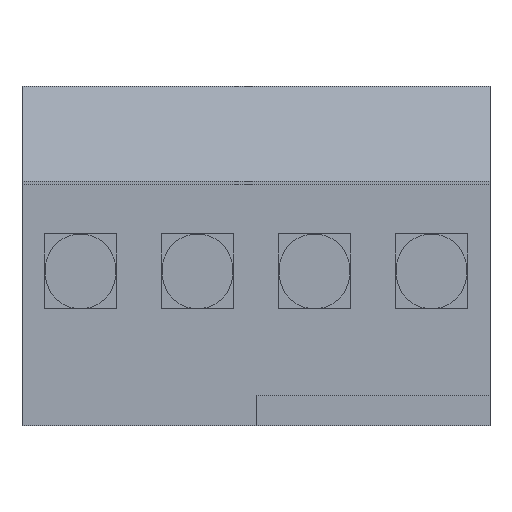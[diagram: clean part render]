
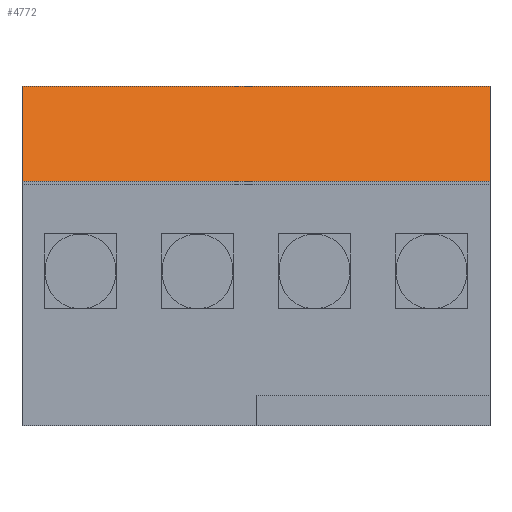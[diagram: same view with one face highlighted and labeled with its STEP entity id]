
A CAD part, front view. The second image highlights one B-rep face of the part: STEP entity #4772.
In plain terms, the highlighted planar face has unit normal (0, -0.94, 0.342).
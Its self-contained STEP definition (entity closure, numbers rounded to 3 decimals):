
#32 = PLANE('',#33);
#33 = AXIS2_PLACEMENT_3D('',#34,#35,#36);
#34 = CARTESIAN_POINT('',(-10.,-8.425,0.05));
#35 = DIRECTION('',(-1.,0.,0.));
#36 = DIRECTION('',(0.,-1.,0.));
#85 = VERTEX_POINT('',#86);
#86 = CARTESIAN_POINT('',(-10.,-7.147,14.55));
#100 = PLANE('',#101);
#101 = AXIS2_PLACEMENT_3D('',#102,#103,#104);
#102 = CARTESIAN_POINT('',(-5.,-7.147,14.55));
#103 = DIRECTION('',(0.,0.,1.));
#104 = DIRECTION('',(0.,1.,0.));
#112 = EDGE_CURVE('',#113,#85,#115,.T.);
#113 = VERTEX_POINT('',#114);
#114 = CARTESIAN_POINT('',(-10.,-8.625,10.49));
#115 = SURFACE_CURVE('',#116,(#120,#127),.PCURVE_S1.);
#116 = LINE('',#117,#118);
#117 = CARTESIAN_POINT('',(-10.,-8.625,10.49));
#118 = VECTOR('',#119,1.);
#119 = DIRECTION('',(0.,0.342,0.94));
#120 = PCURVE('',#32,#121);
#121 = DEFINITIONAL_REPRESENTATION('',(#122),#126);
#122 = LINE('',#123,#124);
#123 = CARTESIAN_POINT('',(0.2,10.44));
#124 = VECTOR('',#125,1.);
#125 = DIRECTION('',(-0.342,0.94));
#126 = ( GEOMETRIC_REPRESENTATION_CONTEXT(2) 
PARAMETRIC_REPRESENTATION_CONTEXT() REPRESENTATION_CONTEXT('2D SPACE',''
  ) );
#127 = PCURVE('',#128,#133);
#128 = PLANE('',#129);
#129 = AXIS2_PLACEMENT_3D('',#130,#131,#132);
#130 = CARTESIAN_POINT('',(-5.,-8.625,10.49));
#131 = DIRECTION('',(0.,-0.94,0.342));
#132 = DIRECTION('',(0.,0.342,0.94));
#133 = DEFINITIONAL_REPRESENTATION('',(#134),#138);
#134 = LINE('',#135,#136);
#135 = CARTESIAN_POINT('',(0.,5.));
#136 = VECTOR('',#137,1.);
#137 = DIRECTION('',(1.,0.));
#138 = ( GEOMETRIC_REPRESENTATION_CONTEXT(2) 
PARAMETRIC_REPRESENTATION_CONTEXT() REPRESENTATION_CONTEXT('2D SPACE',''
  ) );
#156 = PLANE('',#157);
#157 = AXIS2_PLACEMENT_3D('',#158,#159,#160);
#158 = CARTESIAN_POINT('',(-5.,-8.625,10.35));
#159 = DIRECTION('',(0.,-1.,0.));
#160 = DIRECTION('',(0.,0.,1.));
#764 = PLANE('',#765);
#765 = AXIS2_PLACEMENT_3D('',#766,#767,#768);
#766 = CARTESIAN_POINT('',(10.,-8.425,0.05));
#767 = DIRECTION('',(-1.,0.,0.));
#768 = DIRECTION('',(0.,-1.,0.));
#4727 = EDGE_CURVE('',#4728,#113,#4730,.T.);
#4728 = VERTEX_POINT('',#4729);
#4729 = CARTESIAN_POINT('',(10.,-8.625,10.49));
#4730 = SURFACE_CURVE('',#4731,(#4735,#4742),.PCURVE_S1.);
#4731 = LINE('',#4732,#4733);
#4732 = CARTESIAN_POINT('',(10.,-8.625,10.49));
#4733 = VECTOR('',#4734,1.);
#4734 = DIRECTION('',(-1.,0.,0.));
#4735 = PCURVE('',#156,#4736);
#4736 = DEFINITIONAL_REPRESENTATION('',(#4737),#4741);
#4737 = LINE('',#4738,#4739);
#4738 = CARTESIAN_POINT('',(0.14,-15.));
#4739 = VECTOR('',#4740,1.);
#4740 = DIRECTION('',(0.,1.));
#4741 = ( GEOMETRIC_REPRESENTATION_CONTEXT(2) 
PARAMETRIC_REPRESENTATION_CONTEXT() REPRESENTATION_CONTEXT('2D SPACE',''
  ) );
#4742 = PCURVE('',#128,#4743);
#4743 = DEFINITIONAL_REPRESENTATION('',(#4744),#4748);
#4744 = LINE('',#4745,#4746);
#4745 = CARTESIAN_POINT('',(0.,-15.));
#4746 = VECTOR('',#4747,1.);
#4747 = DIRECTION('',(0.,1.));
#4748 = ( GEOMETRIC_REPRESENTATION_CONTEXT(2) 
PARAMETRIC_REPRESENTATION_CONTEXT() REPRESENTATION_CONTEXT('2D SPACE',''
  ) );
#4772 = ADVANCED_FACE('',(#4773),#128,.T.);
#4773 = FACE_BOUND('',#4774,.F.);
#4774 = EDGE_LOOP('',(#4775,#4798,#4819,#4820));
#4775 = ORIENTED_EDGE('',*,*,#4776,.F.);
#4776 = EDGE_CURVE('',#4777,#85,#4779,.T.);
#4777 = VERTEX_POINT('',#4778);
#4778 = CARTESIAN_POINT('',(10.,-7.147,14.55));
#4779 = SURFACE_CURVE('',#4780,(#4784,#4791),.PCURVE_S1.);
#4780 = LINE('',#4781,#4782);
#4781 = CARTESIAN_POINT('',(10.,-7.147,14.55));
#4782 = VECTOR('',#4783,1.);
#4783 = DIRECTION('',(-1.,0.,0.));
#4784 = PCURVE('',#128,#4785);
#4785 = DEFINITIONAL_REPRESENTATION('',(#4786),#4790);
#4786 = LINE('',#4787,#4788);
#4787 = CARTESIAN_POINT('',(4.321,-15.));
#4788 = VECTOR('',#4789,1.);
#4789 = DIRECTION('',(0.,1.));
#4790 = ( GEOMETRIC_REPRESENTATION_CONTEXT(2) 
PARAMETRIC_REPRESENTATION_CONTEXT() REPRESENTATION_CONTEXT('2D SPACE',''
  ) );
#4791 = PCURVE('',#100,#4792);
#4792 = DEFINITIONAL_REPRESENTATION('',(#4793),#4797);
#4793 = LINE('',#4794,#4795);
#4794 = CARTESIAN_POINT('',(0.,-15.));
#4795 = VECTOR('',#4796,1.);
#4796 = DIRECTION('',(0.,1.));
#4797 = ( GEOMETRIC_REPRESENTATION_CONTEXT(2) 
PARAMETRIC_REPRESENTATION_CONTEXT() REPRESENTATION_CONTEXT('2D SPACE',''
  ) );
#4798 = ORIENTED_EDGE('',*,*,#4799,.F.);
#4799 = EDGE_CURVE('',#4728,#4777,#4800,.T.);
#4800 = SURFACE_CURVE('',#4801,(#4805,#4812),.PCURVE_S1.);
#4801 = LINE('',#4802,#4803);
#4802 = CARTESIAN_POINT('',(10.,-8.625,10.49));
#4803 = VECTOR('',#4804,1.);
#4804 = DIRECTION('',(0.,0.342,0.94));
#4805 = PCURVE('',#128,#4806);
#4806 = DEFINITIONAL_REPRESENTATION('',(#4807),#4811);
#4807 = LINE('',#4808,#4809);
#4808 = CARTESIAN_POINT('',(0.,-15.));
#4809 = VECTOR('',#4810,1.);
#4810 = DIRECTION('',(1.,0.));
#4811 = ( GEOMETRIC_REPRESENTATION_CONTEXT(2) 
PARAMETRIC_REPRESENTATION_CONTEXT() REPRESENTATION_CONTEXT('2D SPACE',''
  ) );
#4812 = PCURVE('',#764,#4813);
#4813 = DEFINITIONAL_REPRESENTATION('',(#4814),#4818);
#4814 = LINE('',#4815,#4816);
#4815 = CARTESIAN_POINT('',(0.2,10.44));
#4816 = VECTOR('',#4817,1.);
#4817 = DIRECTION('',(-0.342,0.94));
#4818 = ( GEOMETRIC_REPRESENTATION_CONTEXT(2) 
PARAMETRIC_REPRESENTATION_CONTEXT() REPRESENTATION_CONTEXT('2D SPACE',''
  ) );
#4819 = ORIENTED_EDGE('',*,*,#4727,.T.);
#4820 = ORIENTED_EDGE('',*,*,#112,.T.);
